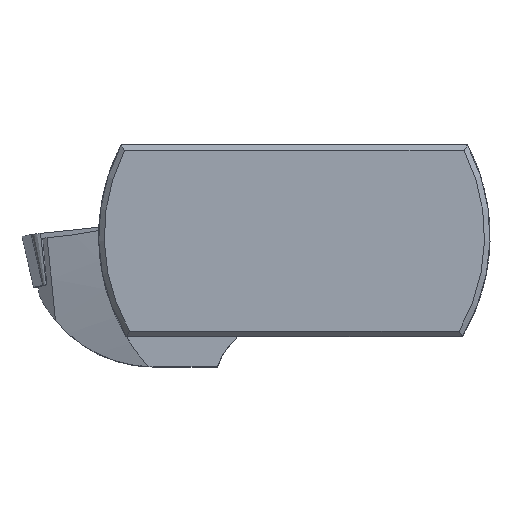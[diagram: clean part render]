
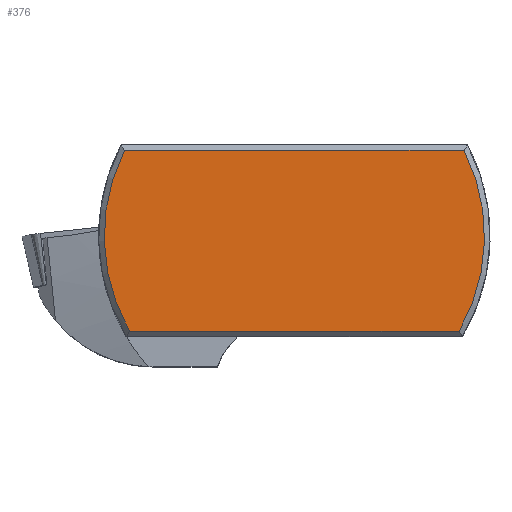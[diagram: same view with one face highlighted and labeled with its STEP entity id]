
A CAD part, top view. The second image highlights one B-rep face of the part: STEP entity #376.
In plain terms, the highlighted planar face has unit normal (0, 0, 1).
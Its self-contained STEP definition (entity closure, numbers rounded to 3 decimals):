
#163=LINE('',#1627,#238);
#165=LINE('',#1642,#240);
#238=VECTOR('',#1308,1.);
#240=VECTOR('',#1312,1.);
#376=ADVANCED_FACE('',(#462),#416,.T.);
#416=PLANE('',#1261);
#462=FACE_OUTER_BOUND('',#520,.T.);
#520=EDGE_LOOP('',(#767,#768,#769,#770));
#767=ORIENTED_EDGE('',*,*,#938,.F.);
#768=ORIENTED_EDGE('',*,*,#929,.F.);
#769=ORIENTED_EDGE('',*,*,#936,.F.);
#770=ORIENTED_EDGE('',*,*,#933,.F.);
#830=VERTEX_POINT('',#1625);
#832=VERTEX_POINT('',#1628);
#834=VERTEX_POINT('',#1640);
#836=VERTEX_POINT('',#1643);
#929=EDGE_CURVE('',#830,#832,#163,.T.);
#933=EDGE_CURVE('',#834,#836,#165,.T.);
#936=EDGE_CURVE('',#836,#830,#1072,.T.);
#938=EDGE_CURVE('',#832,#834,#1074,.T.);
#1072=CIRCLE('',#1183,14.575);
#1074=CIRCLE('',#1186,14.575);
#1183=AXIS2_PLACEMENT_3D('',#1651,#1316,#1317);
#1186=AXIS2_PLACEMENT_3D('',#1654,#1322,#1323);
#1261=AXIS2_PLACEMENT_3D('',#2013,#1527,#1528);
#1308=DIRECTION('',(1.,0.,0.));
#1312=DIRECTION('',(-1.,0.,0.));
#1316=DIRECTION('',(0.,0.,-1.));
#1317=DIRECTION('',(1.,0.,0.));
#1322=DIRECTION('',(0.,0.,-1.));
#1323=DIRECTION('',(1.,0.,0.));
#1527=DIRECTION('',(0.,0.,1.));
#1528=DIRECTION('',(1.,0.,0.));
#1625=CARTESIAN_POINT('',(-13.007,6.577,0.));
#1627=CARTESIAN_POINT('',(-25.,6.577,0.));
#1628=CARTESIAN_POINT('',(13.008,6.577,0.));
#1640=CARTESIAN_POINT('',(12.63,-7.273,0.));
#1642=CARTESIAN_POINT('',(-25.,-7.273,0.));
#1643=CARTESIAN_POINT('',(-12.629,-7.273,0.));
#1651=CARTESIAN_POINT('',(0.,0.002,0.));
#1654=CARTESIAN_POINT('',(0.,0.002,0.));
#2013=CARTESIAN_POINT('',(0.,0.,0.));
